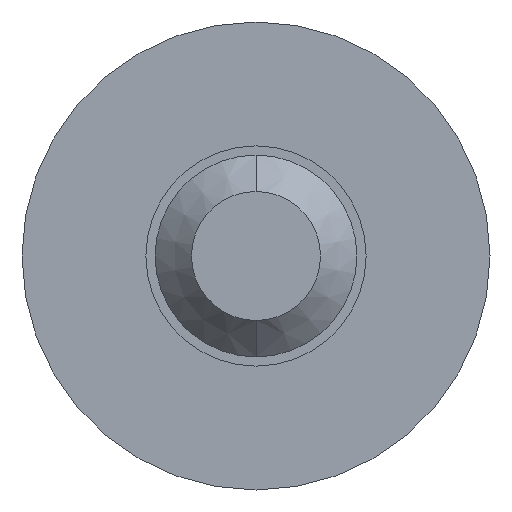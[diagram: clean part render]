
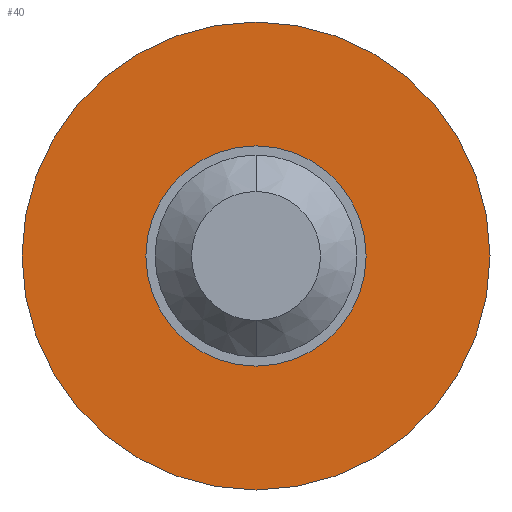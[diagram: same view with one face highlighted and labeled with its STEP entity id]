
A CAD part, front view. The second image highlights one B-rep face of the part: STEP entity #40.
In plain terms, the highlighted planar face has unit normal (0, -1, 0).
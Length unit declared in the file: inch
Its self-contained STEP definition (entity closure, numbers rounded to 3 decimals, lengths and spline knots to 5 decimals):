
#40 = ADVANCED_FACE ( 'NONE', ( #2355, #1502 ), #42, .T. ) ;
#42 = PLANE ( 'NONE',  #5587 ) ;
#316 = DIRECTION ( 'NONE',  ( 0., 0., 1. ) ) ;
#362 = AXIS2_PLACEMENT_3D ( 'NONE', #5778, #2566, #316 ) ;
#486 = CARTESIAN_POINT ( 'NONE',  ( 0., -0.09646, 0. ) ) ;
#566 = AXIS2_PLACEMENT_3D ( 'NONE', #1042, #5255, #2015 ) ;
#569 = CARTESIAN_POINT ( 'NONE',  ( 0., -0.09646, 0. ) ) ;
#585 = CARTESIAN_POINT ( 'NONE',  ( 0., -0.09646, 0. ) ) ;
#1016 = DIRECTION ( 'NONE',  ( 0., 0., 1. ) ) ;
#1042 = CARTESIAN_POINT ( 'NONE',  ( 0., -0.09646, 0. ) ) ;
#1061 = CARTESIAN_POINT ( 'NONE',  ( 0., -0.09646, 0.09449 ) ) ;
#1359 = VERTEX_POINT ( 'NONE', #4248 ) ;
#1502 = FACE_OUTER_BOUND ( 'NONE', #1741, .T. ) ;
#1741 = EDGE_LOOP ( 'NONE', ( #2773, #5173 ) ) ;
#1758 = CIRCLE ( 'NONE', #5050, 0.20079 ) ;
#1762 = EDGE_CURVE ( 'NONE', #1839, #3108, #1758, .T. ) ;
#1839 = VERTEX_POINT ( 'NONE', #4504 ) ;
#1895 = DIRECTION ( 'NONE',  ( 0., 0., -1. ) ) ;
#2015 = DIRECTION ( 'NONE',  ( 0., 0., 1. ) ) ;
#2058 = EDGE_CURVE ( 'NONE', #3108, #1839, #4150, .T. ) ;
#2333 = ORIENTED_EDGE ( 'NONE', *, *, #3175, .T. ) ;
#2355 = FACE_BOUND ( 'NONE', #3980, .T. ) ;
#2566 = DIRECTION ( 'NONE',  ( 0., 1., 0. ) ) ;
#2773 = ORIENTED_EDGE ( 'NONE', *, *, #2058, .F. ) ;
#2818 = CARTESIAN_POINT ( 'NONE',  ( 0., -0.09646, 0.20079 ) ) ;
#2839 = DIRECTION ( 'NONE',  ( 0., -1., 0. ) ) ;
#2840 = EDGE_CURVE ( 'NONE', #5158, #1359, #3960, .T. ) ;
#2907 = DIRECTION ( 'NONE',  ( 0., 1., 0. ) ) ;
#3108 = VERTEX_POINT ( 'NONE', #2818 ) ;
#3175 = EDGE_CURVE ( 'NONE', #1359, #5158, #5997, .T. ) ;
#3189 = DIRECTION ( 'NONE',  ( 0., 0., 1. ) ) ;
#3960 = CIRCLE ( 'NONE', #4735, 0.09449 ) ;
#3980 = EDGE_LOOP ( 'NONE', ( #4129, #2333 ) ) ;
#4129 = ORIENTED_EDGE ( 'NONE', *, *, #2840, .T. ) ;
#4150 = CIRCLE ( 'NONE', #362, 0.20079 ) ;
#4248 = CARTESIAN_POINT ( 'NONE',  ( 0., -0.09646, -0.09449 ) ) ;
#4504 = CARTESIAN_POINT ( 'NONE',  ( 0., -0.09646, -0.20079 ) ) ;
#4735 = AXIS2_PLACEMENT_3D ( 'NONE', #569, #2907, #1016 ) ;
#5050 = AXIS2_PLACEMENT_3D ( 'NONE', #486, #5939, #3189 ) ;
#5158 = VERTEX_POINT ( 'NONE', #1061 ) ;
#5173 = ORIENTED_EDGE ( 'NONE', *, *, #1762, .F. ) ;
#5255 = DIRECTION ( 'NONE',  ( 0., 1., 0. ) ) ;
#5587 = AXIS2_PLACEMENT_3D ( 'NONE', #585, #2839, #1895 ) ;
#5778 = CARTESIAN_POINT ( 'NONE',  ( 0., -0.09646, 0. ) ) ;
#5939 = DIRECTION ( 'NONE',  ( 0., 1., 0. ) ) ;
#5997 = CIRCLE ( 'NONE', #566, 0.09449 ) ;
